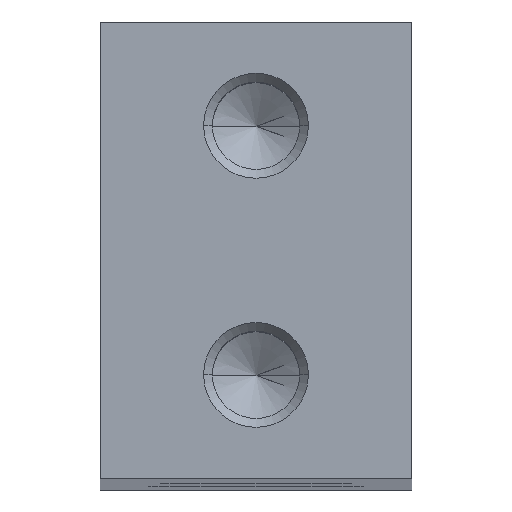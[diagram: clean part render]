
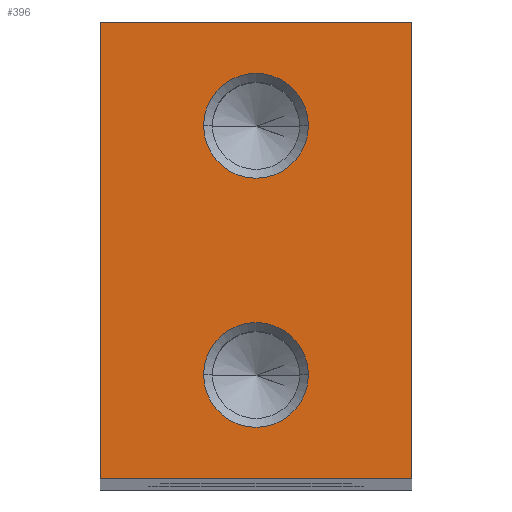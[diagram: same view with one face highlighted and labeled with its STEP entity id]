
A CAD part, top view. The second image highlights one B-rep face of the part: STEP entity #396.
In plain terms, the highlighted planar face has unit normal (0, 0, 1).
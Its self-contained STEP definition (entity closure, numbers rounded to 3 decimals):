
#34 = AXIS2_PLACEMENT_3D ( 'NONE', #360, #1024, #521 ) ;
#39 = VECTOR ( 'NONE', #233, 1000. ) ;
#43 = ORIENTED_EDGE ( 'NONE', *, *, #1026, .F. ) ;
#56 = PLANE ( 'NONE',  #177 ) ;
#70 = DIRECTION ( 'NONE',  ( 1., 0., 0. ) ) ;
#82 = VERTEX_POINT ( 'NONE', #422 ) ;
#103 = DIRECTION ( 'NONE',  ( 0., 0., 1. ) ) ;
#144 = DIRECTION ( 'NONE',  ( 0., 0., 1. ) ) ;
#149 = DIRECTION ( 'NONE',  ( 1., 0., 0. ) ) ;
#156 = CARTESIAN_POINT ( 'NONE',  ( 7.5, -11., 161.05 ) ) ;
#166 = VERTEX_POINT ( 'NONE', #345 ) ;
#171 = CARTESIAN_POINT ( 'NONE',  ( 0., -6., 161.05 ) ) ;
#177 = AXIS2_PLACEMENT_3D ( 'NONE', #828, #833, #149 ) ;
#193 = EDGE_CURVE ( 'NONE', #813, #434, #258, .T. ) ;
#200 = CARTESIAN_POINT ( 'NONE',  ( 7.5, 11., 161.05 ) ) ;
#214 = CARTESIAN_POINT ( 'NONE',  ( -7.5, -11., 161.05 ) ) ;
#224 = EDGE_CURVE ( 'NONE', #540, #754, #536, .T. ) ;
#229 = CARTESIAN_POINT ( 'NONE',  ( -7.5, -11., 161.05 ) ) ;
#233 = DIRECTION ( 'NONE',  ( -1., 0., 0. ) ) ;
#236 = CARTESIAN_POINT ( 'NONE',  ( -7.5, 11., 161.05 ) ) ;
#255 = LINE ( 'NONE', #236, #39 ) ;
#258 = LINE ( 'NONE', #200, #1052 ) ;
#264 = AXIS2_PLACEMENT_3D ( 'NONE', #171, #103, #596 ) ;
#301 = ORIENTED_EDGE ( 'NONE', *, *, #193, .T. ) ;
#317 = DIRECTION ( 'NONE',  ( 1., 0., 0. ) ) ;
#345 = CARTESIAN_POINT ( 'NONE',  ( -7.5, 11., 161.05 ) ) ;
#360 = CARTESIAN_POINT ( 'NONE',  ( 0., -6., 161.05 ) ) ;
#371 = ORIENTED_EDGE ( 'NONE', *, *, #684, .F. ) ;
#387 = DIRECTION ( 'NONE',  ( 1., 0., 0. ) ) ;
#396 = ADVANCED_FACE ( 'NONE', ( #795, #568, #863 ), #56, .T. ) ;
#422 = CARTESIAN_POINT ( 'NONE',  ( 2.525, 6., 161.05 ) ) ;
#434 = VERTEX_POINT ( 'NONE', #991 ) ;
#452 = VERTEX_POINT ( 'NONE', #229 ) ;
#501 = DIRECTION ( 'NONE',  ( 0., -1., 0. ) ) ;
#521 = DIRECTION ( 'NONE',  ( 1., 0., 0. ) ) ;
#534 = CIRCLE ( 'NONE', #850, 2.525 ) ;
#535 = VECTOR ( 'NONE', #387, 1000. ) ;
#536 = CIRCLE ( 'NONE', #34, 2.525 ) ;
#540 = VERTEX_POINT ( 'NONE', #1040 ) ;
#568 = FACE_BOUND ( 'NONE', #1056, .T. ) ;
#579 = EDGE_LOOP ( 'NONE', ( #770, #679, #301, #830 ) ) ;
#596 = DIRECTION ( 'NONE',  ( 1., 0., 0. ) ) ;
#611 = EDGE_CURVE ( 'NONE', #452, #813, #1099, .T. ) ;
#613 = VECTOR ( 'NONE', #501, 1000. ) ;
#618 = ORIENTED_EDGE ( 'NONE', *, *, #224, .F. ) ;
#679 = ORIENTED_EDGE ( 'NONE', *, *, #611, .T. ) ;
#680 = EDGE_CURVE ( 'NONE', #1093, #82, #534, .T. ) ;
#684 = EDGE_CURVE ( 'NONE', #82, #1093, #697, .T. ) ;
#697 = CIRCLE ( 'NONE', #970, 2.525 ) ;
#754 = VERTEX_POINT ( 'NONE', #979 ) ;
#759 = LINE ( 'NONE', #762, #613 ) ;
#762 = CARTESIAN_POINT ( 'NONE',  ( -7.5, 11., 161.05 ) ) ;
#770 = ORIENTED_EDGE ( 'NONE', *, *, #875, .T. ) ;
#777 = EDGE_CURVE ( 'NONE', #434, #166, #255, .T. ) ;
#795 = FACE_BOUND ( 'NONE', #924, .T. ) ;
#813 = VERTEX_POINT ( 'NONE', #156 ) ;
#821 = DIRECTION ( 'NONE',  ( 0., 0., 1. ) ) ;
#828 = CARTESIAN_POINT ( 'NONE',  ( 0., 0., 161.05 ) ) ;
#830 = ORIENTED_EDGE ( 'NONE', *, *, #777, .T. ) ;
#833 = DIRECTION ( 'NONE',  ( 0., 0., 1. ) ) ;
#834 = CARTESIAN_POINT ( 'NONE',  ( 0., 6., 161.05 ) ) ;
#850 = AXIS2_PLACEMENT_3D ( 'NONE', #916, #144, #317 ) ;
#863 = FACE_OUTER_BOUND ( 'NONE', #579, .T. ) ;
#873 = CIRCLE ( 'NONE', #264, 2.525 ) ;
#875 = EDGE_CURVE ( 'NONE', #166, #452, #759, .T. ) ;
#880 = CARTESIAN_POINT ( 'NONE',  ( -2.525, 6., 161.05 ) ) ;
#916 = CARTESIAN_POINT ( 'NONE',  ( 0., 6., 161.05 ) ) ;
#924 = EDGE_LOOP ( 'NONE', ( #371, #937 ) ) ;
#937 = ORIENTED_EDGE ( 'NONE', *, *, #680, .F. ) ;
#940 = DIRECTION ( 'NONE',  ( 0., 1., 0. ) ) ;
#970 = AXIS2_PLACEMENT_3D ( 'NONE', #834, #821, #70 ) ;
#979 = CARTESIAN_POINT ( 'NONE',  ( -2.525, -6., 161.05 ) ) ;
#991 = CARTESIAN_POINT ( 'NONE',  ( 7.5, 11., 161.05 ) ) ;
#1024 = DIRECTION ( 'NONE',  ( 0., 0., 1. ) ) ;
#1026 = EDGE_CURVE ( 'NONE', #754, #540, #873, .T. ) ;
#1040 = CARTESIAN_POINT ( 'NONE',  ( 2.525, -6., 161.05 ) ) ;
#1052 = VECTOR ( 'NONE', #940, 1000. ) ;
#1056 = EDGE_LOOP ( 'NONE', ( #618, #43 ) ) ;
#1093 = VERTEX_POINT ( 'NONE', #880 ) ;
#1099 = LINE ( 'NONE', #214, #535 ) ;
